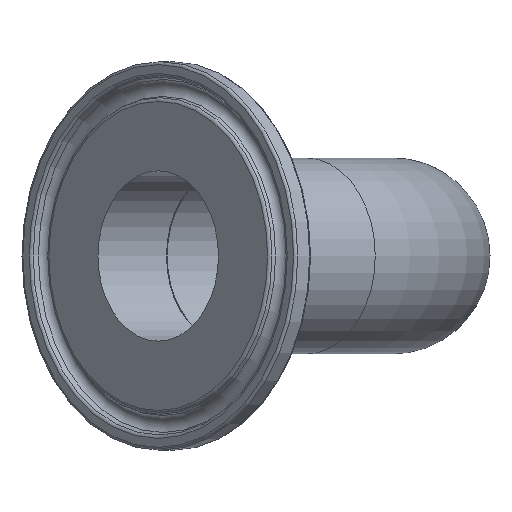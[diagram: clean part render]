
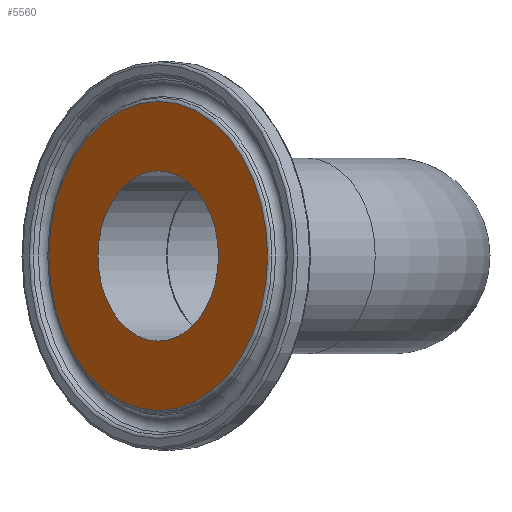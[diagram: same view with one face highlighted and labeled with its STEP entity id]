
A CAD part, left-side view. The second image highlights one B-rep face of the part: STEP entity #5560.
In plain terms, the highlighted planar face has unit normal (-0.707, 0.707, 0).
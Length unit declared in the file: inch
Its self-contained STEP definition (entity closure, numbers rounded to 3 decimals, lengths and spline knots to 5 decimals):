
#107=FACE_BOUND('',#1049,.T.);
#108=FACE_BOUND('',#1050,.T.);
#379=PLANE('',#5922);
#1049=EDGE_LOOP('',(#5184));
#1050=EDGE_LOOP('',(#5185));
#1460=CIRCLE('',#5912,0.435);
#1464=CIRCLE('',#5919,0.78916);
#2753=VERTEX_POINT('',#12003);
#2757=VERTEX_POINT('',#12014);
#3564=EDGE_CURVE('',#2753,#2753,#1460,.T.);
#3568=EDGE_CURVE('',#2757,#2757,#1464,.T.);
#5184=ORIENTED_EDGE('',*,*,#3564,.T.);
#5185=ORIENTED_EDGE('',*,*,#3568,.F.);
#5560=ADVANCED_FACE('',(#107,#108),#379,.T.);
#5912=AXIS2_PLACEMENT_3D('',#12004,#6991,#6992);
#5919=AXIS2_PLACEMENT_3D('',#12015,#7005,#7006);
#5922=AXIS2_PLACEMENT_3D('',#12019,#7011,#7012);
#6991=DIRECTION('center_axis',(0.707,-0.707,0.));
#6992=DIRECTION('ref_axis',(0.,0.,-1.));
#7005=DIRECTION('center_axis',(0.707,-0.707,0.));
#7006=DIRECTION('ref_axis',(-0.707,-0.707,0.));
#7011=DIRECTION('center_axis',(-0.707,0.707,0.));
#7012=DIRECTION('ref_axis',(0.,0.,1.));
#12003=CARTESIAN_POINT('',(-2.07394,0.48437,0.));
#12004=CARTESIAN_POINT('Origin',(-2.38153,0.17678,0.));
#12014=CARTESIAN_POINT('',(-1.82351,0.73479,0.));
#12015=CARTESIAN_POINT('Origin',(-2.38153,0.17678,0.));
#12019=CARTESIAN_POINT('Origin',(-1.81361,0.7447,0.));
